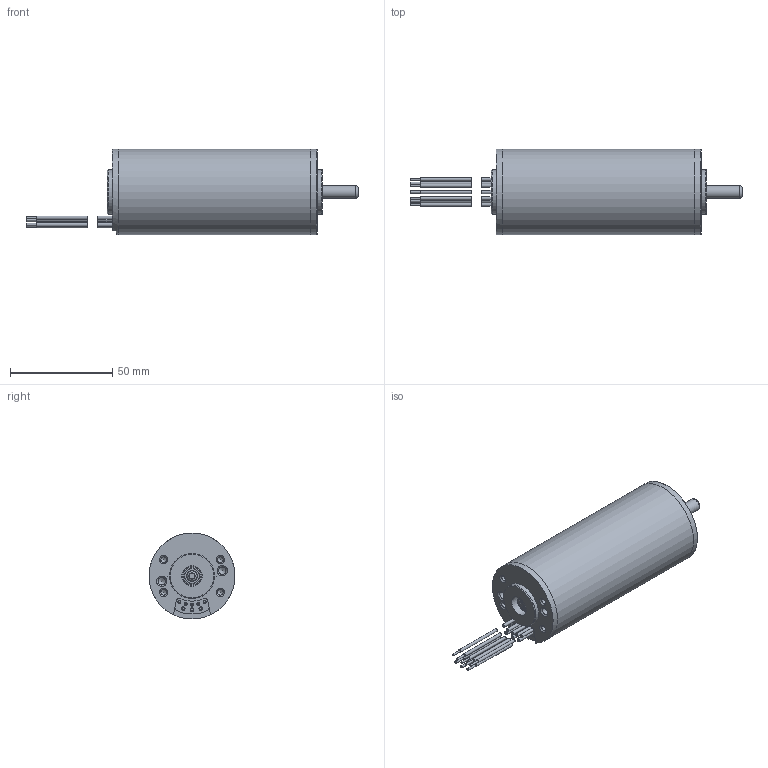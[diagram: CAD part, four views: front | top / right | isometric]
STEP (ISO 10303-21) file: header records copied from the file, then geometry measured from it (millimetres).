
FILE_DESCRIPTION(/* description */ (''),/* implementation_level */ '2;1');
FILE_NAME(/* name */ 'ECM42x45.stp',/* time_stamp */ '2014-02-19T12:09:20+01:00',/* author */ ('Ost'),/* organization */ ('KAG'),/* preprocessor_version */ 'ST-DEVELOPER v11',/* originating_system */ 'SIEMENS UGS NX 6.0',/* authorisation */ 'ZulÃ¤ssig');
FILE_SCHEMA (('AUTOMOTIVE_DESIGN { 1 0 10303 214 1 1 1 1 }'));
Bounding box: 162.2 x 42 x 42 mm (x, y, z)
Volume: 39199.4 mm3; surface area: 39930.5 mm2
Topology: 34 solids, 34 shells, 269 faces, 489 edges, 313 vertices
Faces by surface type: plane 100, cylinder 94, cone 60, torus 13, bspline 2
Full cylindrical faces by diameter (mm): 0.9 x5, 1.2 x3, 1.5 x10, 1.7 x5, 1.8 x6, 2.135 x2, 2.2 x1, 2.5 x3, 2.7 x8, 3.6 x4, 5 x2, 6 x2, 7.05 x2, 7.507 x1, 8.05 x2, 8.5 x1, 8.63 x1, 9.54 x2, 10 x1, 11 x1, 11.54 x2, 12.517 x1, 15.083 x1, 15.8 x1, 16 x2, 19 x2, 20 x1, 22 x2, 39 x1, 39.2 x4
Entity records: 9387 total; most frequent: CRTPNT 4436, DRCTN 1070, ORNEDG 570, A2PL3D 521, EDGLP 483, FCBND 429, EDGCRV 285, VRTPNT 281
